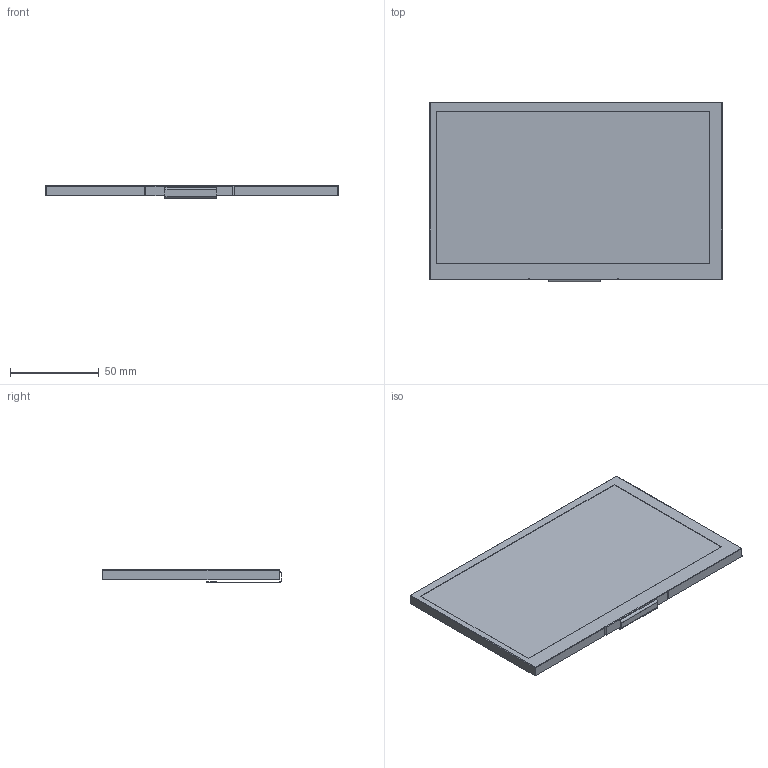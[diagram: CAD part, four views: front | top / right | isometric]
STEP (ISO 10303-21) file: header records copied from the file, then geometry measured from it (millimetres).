
FILE_DESCRIPTION(/* description */ (''),/* implementation_level */ '2;1');
FILE_NAME(/* name */ 'STANDARD 7''''RVT70HSLNWN00_Rev.1.0.stp',/* time_stamp */ '2020-09-22T08:39:56+02:00',/* author */ ('Mateusz Natywa'),/* organization */ (''),/* preprocessor_version */ 'ST-DEVELOPER v17',/* originating_system */ 'Autodesk Inventor 2019',/* authorisation */ '');
FILE_SCHEMA (('AUTOMOTIVE_DESIGN { 1 0 10303 214 3 1 1 }'));
Length unit declared in the file: millimetre
Products named in the file (3): TFT; DISP; FPC
Assembly tree (2 placements, depth 2):
  TFT
    DISP
    FPC
Bounding box: 164.9 x 101.2 x 6.97 mm (x, y, z)
Volume: 90156 mm3; surface area: 38715.2 mm2
Topology: 2 solids, 2 shells, 211 faces, 610 edges, 400 vertices
Faces by surface type: plane 187, cylinder 20, bspline 4
Entity records: 7073 total; most frequent: CARTESIAN_POINT 1370, ORIENTED_EDGE 1212, DIRECTION 1062, EDGE_CURVE 606, LINE 566, VECTOR 566, VERTEX_POINT 400, AXIS2_PLACEMENT_3D 248
